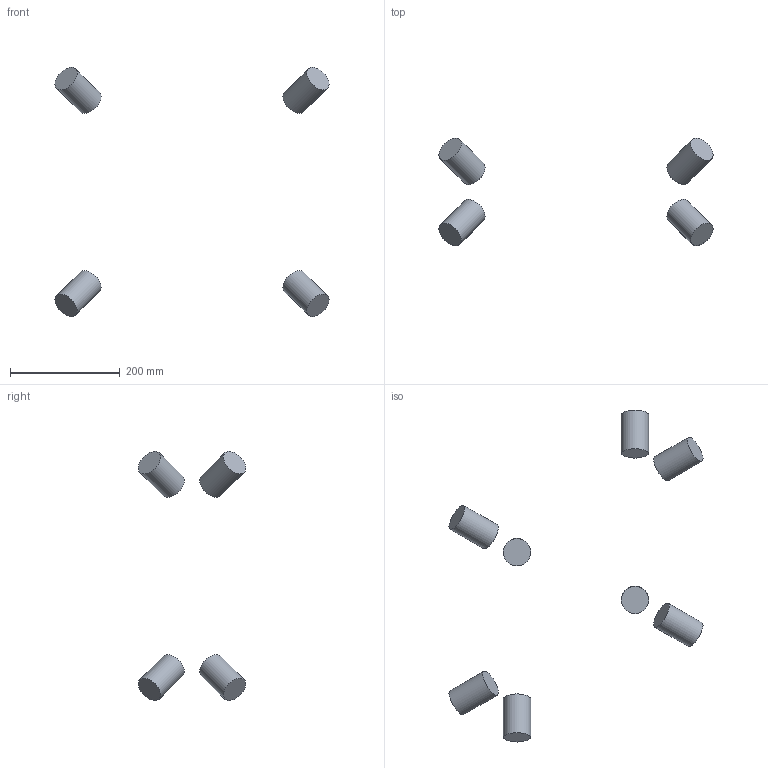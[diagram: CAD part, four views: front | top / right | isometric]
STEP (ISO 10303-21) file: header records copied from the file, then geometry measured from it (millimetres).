
FILE_DESCRIPTION((''),'');
FILE_NAME('8cyl_with_headers','Time stamp: 2023-03-07 07:33:29.671877',( ''),(''), '','','');
FILE_SCHEMA(('AP214IS'));
Length unit declared in the file: millimetre
Products named in the file (16): 8Cylinders v2; SOLID
Assembly tree (8 placements, depth 2):
  8Cylinders v2
    SOLID
  8Cylinders v2
    SOLID
  8Cylinders v2
    SOLID
  8Cylinders v2
    SOLID
  8Cylinders v2
    SOLID
Bounding box: 499.42 x 195.87 x 453.89 mm (x, y, z)
Volume: 1178097.2 mm3; surface area: 125663.7 mm2
Topology: 8 solids, 8 shells, 24 faces, 24 edges, 16 vertices
Faces by surface type: plane 16, cylinder 8
Full cylindrical faces by diameter (mm): 50 x8
Entity records: 1005 total; most frequent: DIRECTION 154, CARTESIAN_POINT 121, AXIS2_PLACEMENT_3D 49, ORIENTED_EDGE 48, PCURVE 48, DEFINITIONAL_REPRESENTATION 48, LINE 40, VECTOR 40
